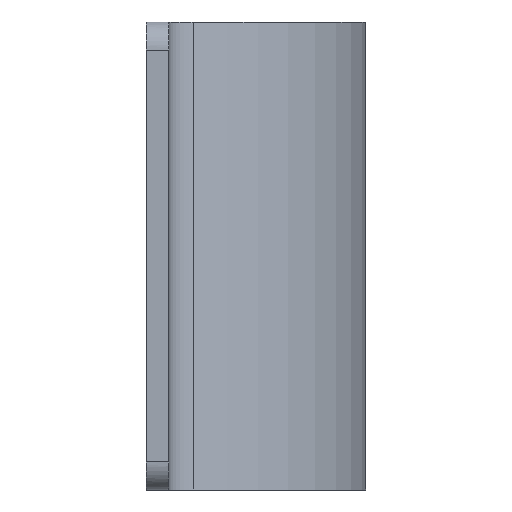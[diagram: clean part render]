
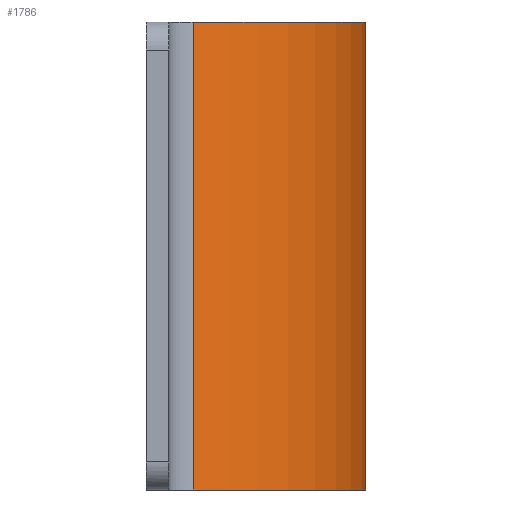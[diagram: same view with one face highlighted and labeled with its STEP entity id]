
A CAD part, left-side view. The second image highlights one B-rep face of the part: STEP entity #1786.
In plain terms, the highlighted free-form (B-spline) face has degree [1, 2] with [2, 3] control points.
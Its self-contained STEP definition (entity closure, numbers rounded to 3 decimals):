
#1166=CARTESIAN_POINT('',(-13.128,0.204,25.));
#1167=VERTEX_POINT('',#1166);
#1181=CARTESIAN_POINT('',(0.328,-9.,25.));
#1182=VERTEX_POINT('',#1181);
#1183=CARTESIAN_POINT('',(0.328,-9.,25.));
#1184=CARTESIAN_POINT('',(-9.626,-9.114,25.));
#1185=CARTESIAN_POINT('',(-13.128,0.204,25.));
#1193=(BOUNDED_CURVE()B_SPLINE_CURVE(2,(#1183,#1184,#1185),.UNSPECIFIED.,.F.,.U.)CURVE()GEOMETRIC_REPRESENTATION_ITEM()QUASI_UNIFORM_CURVE()RATIONAL_B_SPLINE_CURVE((1.0,0.819,1.0))REPRESENTATION_ITEM(''));
#1194=EDGE_CURVE('',#1182,#1167,#1193,.T.);
#1448=CARTESIAN_POINT('',(0.328,-9.,0.0));
#1449=VERTEX_POINT('',#1448);
#1463=CARTESIAN_POINT('',(-13.128,0.204,0.0));
#1464=VERTEX_POINT('',#1463);
#1465=CARTESIAN_POINT('',(0.328,-9.,0.0));
#1466=CARTESIAN_POINT('',(-9.626,-9.114,0.0));
#1467=CARTESIAN_POINT('',(-13.128,0.204,0.0));
#1475=(BOUNDED_CURVE()B_SPLINE_CURVE(2,(#1465,#1466,#1467),.UNSPECIFIED.,.F.,.U.)CURVE()GEOMETRIC_REPRESENTATION_ITEM()QUASI_UNIFORM_CURVE()RATIONAL_B_SPLINE_CURVE((1.0,0.819,1.0))REPRESENTATION_ITEM(''));
#1476=EDGE_CURVE('',#1449,#1464,#1475,.T.);
#1752=CARTESIAN_POINT('',(0.328,-9.,0.0));
#1753=CARTESIAN_POINT('',(0.328,-9.,25.));
#1754=QUASI_UNIFORM_CURVE('',1,(#1752,#1753),.UNSPECIFIED.,.F.,.U.);
#1755=EDGE_CURVE('',#1449,#1182,#1754,.T.);
#1762=CARTESIAN_POINT('',(0.932,-8.98,-0.625));
#1763=CARTESIAN_POINT('',(0.932,-8.98,25.641));
#1764=CARTESIAN_POINT('',(-10.101,-9.577,-0.625));
#1765=CARTESIAN_POINT('',(-10.101,-9.577,25.641));
#1766=CARTESIAN_POINT('',(-13.392,0.971,-0.625));
#1767=CARTESIAN_POINT('',(-13.392,0.971,25.641));
#1775=(BOUNDED_SURFACE()B_SPLINE_SURFACE(1,2,((#1762,#1764,#1766),(#1763,#1765,#1767)),.UNSPECIFIED.,.F.,.F.,.U.)B_SPLINE_SURFACE_WITH_KNOTS((2,2),(3,3),(0.0,26.266),(0.0,19.495),.UNSPECIFIED.)GEOMETRIC_REPRESENTATION_ITEM()RATIONAL_B_SPLINE_SURFACE(((1.0,0.786,0.993),(1.0,0.786,0.993)))REPRESENTATION_ITEM('')SURFACE());
#1776=ORIENTED_EDGE('',*,*,#1194,.T.);
#1777=CARTESIAN_POINT('',(-13.128,0.204,0.0));
#1778=CARTESIAN_POINT('',(-13.128,0.204,25.));
#1779=QUASI_UNIFORM_CURVE('',1,(#1777,#1778),.UNSPECIFIED.,.F.,.U.);
#1780=EDGE_CURVE('',#1464,#1167,#1779,.T.);
#1781=ORIENTED_EDGE('',*,*,#1780,.F.);
#1782=ORIENTED_EDGE('',*,*,#1476,.F.);
#1783=ORIENTED_EDGE('',*,*,#1755,.T.);
#1784=EDGE_LOOP('',(#1776,#1781,#1782,#1783));
#1785=FACE_OUTER_BOUND('',#1784,.T.);
#1786=ADVANCED_FACE('',(#1785),#1775,.T.);
